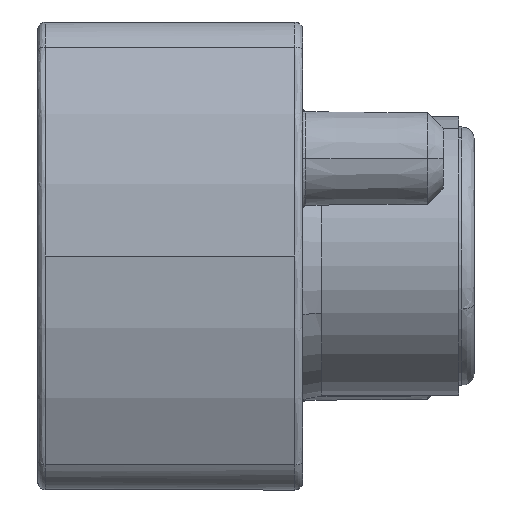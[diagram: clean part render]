
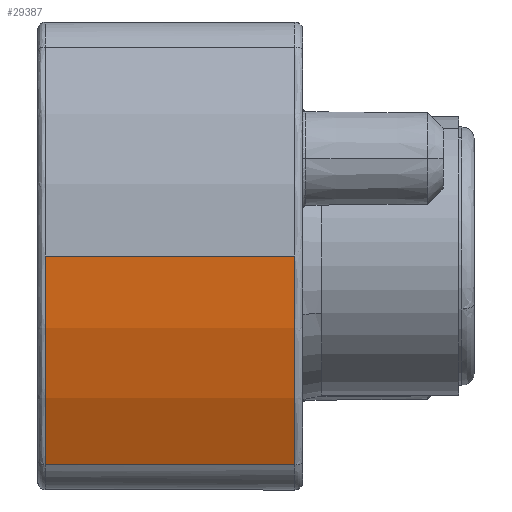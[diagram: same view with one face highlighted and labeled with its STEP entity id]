
A CAD part, left-side view. The second image highlights one B-rep face of the part: STEP entity #29387.
In plain terms, the highlighted cylindrical face has radius 7.367 mm (diameter 14.733 mm), a partial arc.
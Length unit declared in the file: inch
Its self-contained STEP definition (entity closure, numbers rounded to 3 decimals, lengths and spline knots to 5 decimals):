
#237 = LINE ( 'NONE', #1543, #242 ) ;
#239 = CIRCLE ( 'NONE', #25656, 0.29002 ) ;
#241 = CIRCLE ( 'NONE', #25657, 0.29002 ) ;
#242 = VECTOR ( 'NONE', #1538, 39.37008 ) ;
#243 = LINE ( 'NONE', #1533, #245 ) ;
#245 = VECTOR ( 'NONE', #1542, 39.37008 ) ;
#1090 = CARTESIAN_POINT ( 'NONE',  ( -3., -0.165, 0.15 ) ) ;
#1093 = CARTESIAN_POINT ( 'NONE',  ( -3., -0.005, 0.15 ) ) ;
#1096 = CARTESIAN_POINT ( 'NONE',  ( -2.96727, -0.005, 0.01616 ) ) ;
#1358 = CARTESIAN_POINT ( 'NONE',  ( -2.96727, -0.165, 0.01616 ) ) ;
#1533 = CARTESIAN_POINT ( 'NONE',  ( -2.96727, -0.133, 0.01616 ) ) ;
#1538 = DIRECTION ( 'NONE',  ( 0., 1., 0. ) ) ;
#1542 = DIRECTION ( 'NONE',  ( 0., 1., 0. ) ) ;
#1543 = CARTESIAN_POINT ( 'NONE',  ( -3., -0.133, 0.15 ) ) ;
#1544 = CARTESIAN_POINT ( 'NONE',  ( -2.70998, -0.165, 0.15 ) ) ;
#1545 = DIRECTION ( 'NONE',  ( 0., 1., 0. ) ) ;
#1546 = DIRECTION ( 'NONE',  ( -1., 0., 0. ) ) ;
#1547 = CARTESIAN_POINT ( 'NONE',  ( -2.70998, -0.005, 0.15 ) ) ;
#1548 = DIRECTION ( 'NONE',  ( 0., -1., 0. ) ) ;
#1549 = DIRECTION ( 'NONE',  ( -1., 0., 0. ) ) ;
#2620 = EDGE_LOOP ( 'NONE', ( #27167, #27189, #27166, #27165 ) ) ;
#12212 = AXIS2_PLACEMENT_3D ( 'NONE', #16036, #16024, #16045 ) ;
#16024 = DIRECTION ( 'NONE',  ( 0., 1., 0. ) ) ;
#16036 = CARTESIAN_POINT ( 'NONE',  ( -2.70998, -0.133, 0.15 ) ) ;
#16045 = DIRECTION ( 'NONE',  ( -1., 0., 0. ) ) ;
#16351 = FACE_OUTER_BOUND ( 'NONE', #2620, .T. ) ;
#16360 = CYLINDRICAL_SURFACE ( 'NONE', #12212, 0.29002 ) ;
#18000 = VERTEX_POINT ( 'NONE', #1090 ) ;
#18003 = VERTEX_POINT ( 'NONE', #1093 ) ;
#18006 = VERTEX_POINT ( 'NONE', #1096 ) ;
#18268 = VERTEX_POINT ( 'NONE', #1358 ) ;
#22444 = EDGE_CURVE ( 'NONE', #18268, #18000, #239, .T. ) ;
#22447 = EDGE_CURVE ( 'NONE', #18000, #18003, #237, .T. ) ;
#22449 = EDGE_CURVE ( 'NONE', #18003, #18006, #241, .T. ) ;
#22451 = EDGE_CURVE ( 'NONE', #18268, #18006, #243, .T. ) ;
#25656 = AXIS2_PLACEMENT_3D ( 'NONE', #1544, #1545, #1546 ) ;
#25657 = AXIS2_PLACEMENT_3D ( 'NONE', #1547, #1548, #1549 ) ;
#27165 = ORIENTED_EDGE ( 'NONE', *, *, #22451, .F. ) ;
#27166 = ORIENTED_EDGE ( 'NONE', *, *, #22449, .T. ) ;
#27167 = ORIENTED_EDGE ( 'NONE', *, *, #22444, .T. ) ;
#27189 = ORIENTED_EDGE ( 'NONE', *, *, #22447, .T. ) ;
#29387 = ADVANCED_FACE ( 'NONE', ( #16351 ), #16360, .T. ) ;
